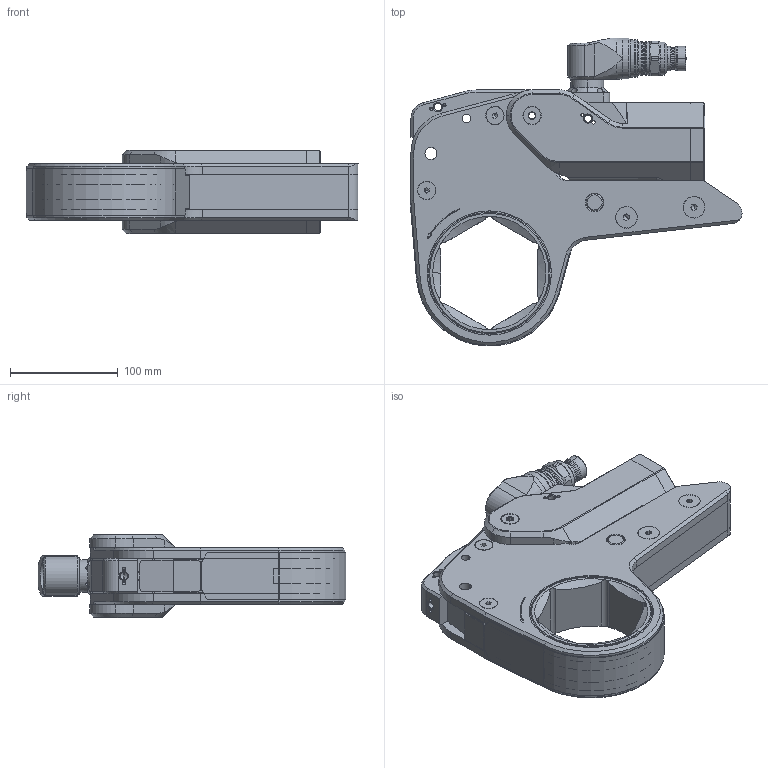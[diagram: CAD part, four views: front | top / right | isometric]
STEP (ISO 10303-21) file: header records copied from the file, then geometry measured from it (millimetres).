
FILE_DESCRIPTION (( 'STEP AP214' ), '1' );
FILE_NAME ('TFX.08090.1.000.STEP', '2023-10-23T12:50:32', ( '' ), ( '' ), 'SwSTEP 2.0', 'SolidWorks 2023', '' );
FILE_SCHEMA (( 'AUTOMOTIVE_DESIGN' ));
Length unit declared in the file: millimetre
Products named in the file (17): TFX.08000.0.011A; STP.00001.0.060A_SCHCSCREW 0.375-16x0.875x0.875-HX-N; RTX-08 BUSHES_RTX-08 #9 Installed Bush; TFX-08 REACTION PAWL ASSY_TFX.08009.0.026; RTX-08-SIDEPLATES RH Rev C_RTX.08009.0.021; RTX-08 SIDEPLATE ASSY [RH ONLY]_RTX.08009.1.002; TFX.08000.0.004A_No Engraving; TFX08 ToolFit - Ratchets_RTX.08090.0.001; TFX.08000.0.008A_TFX.08009.0.020; RTX-08-SHROUD_TFX.08009.0.027; TFX.08090.1.000; STP.00001.0.010A_STP.00001.0.010A; TFX-08 REACTION PAWL_TFX.08009.0.026; RTX-08 REACTION BLOCK SPACER_TFX.08009.0.023; TFX.08000.0.007A_TFX.08009.1.001; TFX.08000.0.009A_TFX.08000.0.009; TFX08 ToolFit - PowerHead [CoAx]
Assembly tree (23 placements, depth 3):
  TFX.08090.1.000
    TFX.08000.0.004A_No Engraving
    RTX-08 REACTION BLOCK SPACER_TFX.08009.0.023
    RTX-08-SHROUD_TFX.08009.0.027
    TFX.08000.0.007A_TFX.08009.1.001
      TFX.08000.0.008A_TFX.08009.0.020
      RTX-08 BUSHES_RTX-08 #9 Installed Bush
    RTX-08 SIDEPLATE ASSY [RH ONLY]_RTX.08009.1.002
      RTX-08-SIDEPLATES RH Rev C_RTX.08009.0.021
      RTX-08 BUSHES_RTX-08 #9 Installed Bush
    TFX08 ToolFit - Ratchets_RTX.08090.0.001
    TFX-08 REACTION PAWL ASSY_TFX.08009.0.026
      TFX-08 REACTION PAWL_TFX.08009.0.026
      TFX.08000.0.011A
    TFX.08000.0.009A_TFX.08000.0.009
    TFX08 ToolFit - PowerHead [CoAx]
    STP.00001.0.010A_STP.00001.0.010A  x4
    STP.00001.0.060A_SCHCSCREW 0.375-16x0.875x0.875-HX-N  x4
Bounding box: 308.43 x 285.95 x 77.85 mm (x, y, z)
Volume: 982866.2 mm3; surface area: 385574.1 mm2
Topology: 19 solids, 56 shells, 1495 faces, 4603 edges, 3182 vertices
Faces by surface type: plane 620, cylinder 431, cone 328, torus 74, bspline 38, sphere 4
Entity records: 51958 total; most frequent: CARTESIAN_POINT 14424, ORIENTED_EDGE 7830, DIRECTION 7537, EDGE_CURVE 4107, VERTEX_POINT 2925, AXIS2_PLACEMENT_3D 2585, LINE 2367, VECTOR 2367
